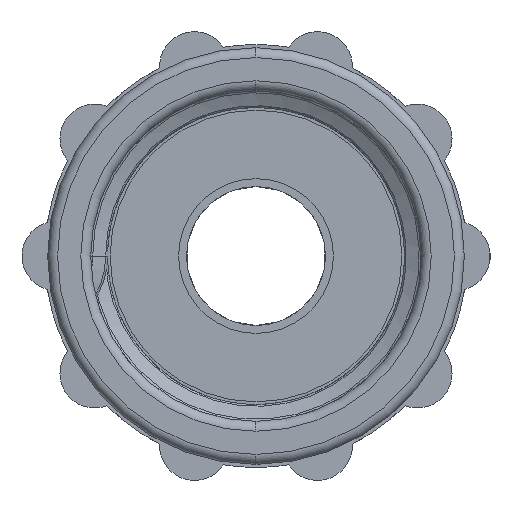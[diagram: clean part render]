
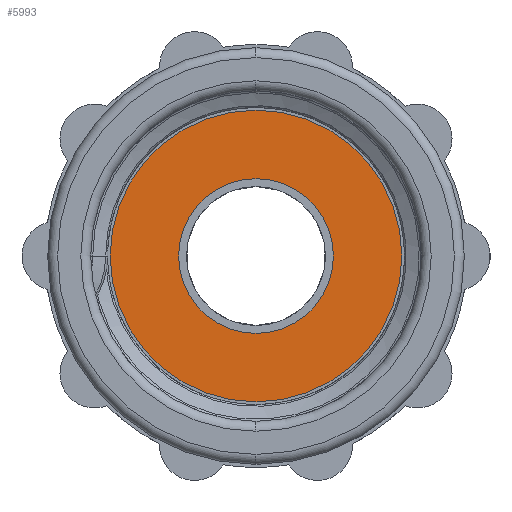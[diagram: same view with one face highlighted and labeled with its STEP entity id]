
A CAD part, left-side view. The second image highlights one B-rep face of the part: STEP entity #5993.
In plain terms, the highlighted planar face has unit normal (-1, 0, 0).
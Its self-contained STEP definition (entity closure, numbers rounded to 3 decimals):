
#393 = CIRCLE ( 'NONE', #398, 7.35 ) ;
#395 = CIRCLE ( 'NONE', #400, 3.9 ) ;
#398 = AXIS2_PLACEMENT_3D ( 'NONE', #6561, #6562, #6563 ) ;
#400 = AXIS2_PLACEMENT_3D ( 'NONE', #6565, #6566, #6567 ) ;
#401 = CIRCLE ( 'NONE', #403, 3.9 ) ;
#403 = AXIS2_PLACEMENT_3D ( 'NONE', #6572, #6573, #6574 ) ;
#409 = CIRCLE ( 'NONE', #412, 7.35 ) ;
#412 = AXIS2_PLACEMENT_3D ( 'NONE', #6590, #6591, #6592 ) ;
#599 = AXIS2_PLACEMENT_3D ( 'NONE', #4236, #4246, #4247 ) ;
#1928 = VERTEX_POINT ( 'NONE', #7746 ) ;
#1929 = VERTEX_POINT ( 'NONE', #7747 ) ;
#1932 = VERTEX_POINT ( 'NONE', #7750 ) ;
#1933 = VERTEX_POINT ( 'NONE', #7751 ) ;
#1944 = EDGE_LOOP ( 'NONE', ( #5946, #5947 ) ) ;
#1947 = EDGE_LOOP ( 'NONE', ( #5944, #5945 ) ) ;
#3686 = EDGE_CURVE ( 'NONE', #1929, #1928, #393, .T. ) ;
#3687 = EDGE_CURVE ( 'NONE', #1932, #1933, #395, .T. ) ;
#3689 = EDGE_CURVE ( 'NONE', #1933, #1932, #401, .T. ) ;
#3695 = EDGE_CURVE ( 'NONE', #1928, #1929, #409, .T. ) ;
#4236 = CARTESIAN_POINT ( 'NONE',  ( -1., 0., -7.35 ) ) ;
#4242 = FACE_BOUND ( 'NONE', #1947, .T. ) ;
#4243 = FACE_OUTER_BOUND ( 'NONE', #1944, .T. ) ;
#4244 = PLANE ( 'NONE',  #599 ) ;
#4246 = DIRECTION ( 'NONE',  ( 1., 0., 0. ) ) ;
#4247 = DIRECTION ( 'NONE',  ( 0., 0., -1. ) ) ;
#5944 = ORIENTED_EDGE ( 'NONE', *, *, #3687, .F. ) ;
#5945 = ORIENTED_EDGE ( 'NONE', *, *, #3689, .F. ) ;
#5946 = ORIENTED_EDGE ( 'NONE', *, *, #3695, .T. ) ;
#5947 = ORIENTED_EDGE ( 'NONE', *, *, #3686, .T. ) ;
#5993 = ADVANCED_FACE ( 'NONE', ( #4242, #4243 ), #4244, .F. ) ;
#6561 = CARTESIAN_POINT ( 'NONE',  ( -1., 0., 0. ) ) ;
#6562 = DIRECTION ( 'NONE',  ( -1., 0., 0. ) ) ;
#6563 = DIRECTION ( 'NONE',  ( 0., 0., 1. ) ) ;
#6565 = CARTESIAN_POINT ( 'NONE',  ( -1., 0., 0. ) ) ;
#6566 = DIRECTION ( 'NONE',  ( -1., 0., 0. ) ) ;
#6567 = DIRECTION ( 'NONE',  ( 0., 0., 1. ) ) ;
#6572 = CARTESIAN_POINT ( 'NONE',  ( -1., 0., 0. ) ) ;
#6573 = DIRECTION ( 'NONE',  ( -1., 0., 0. ) ) ;
#6574 = DIRECTION ( 'NONE',  ( 0., 0., 1. ) ) ;
#6590 = CARTESIAN_POINT ( 'NONE',  ( -1., 0., 0. ) ) ;
#6591 = DIRECTION ( 'NONE',  ( -1., 0., 0. ) ) ;
#6592 = DIRECTION ( 'NONE',  ( 0., 0., 1. ) ) ;
#7746 = CARTESIAN_POINT ( 'NONE',  ( -1., 0., 7.35 ) ) ;
#7747 = CARTESIAN_POINT ( 'NONE',  ( -1., 0., -7.35 ) ) ;
#7750 = CARTESIAN_POINT ( 'NONE',  ( -1., 0., 3.9 ) ) ;
#7751 = CARTESIAN_POINT ( 'NONE',  ( -1., 0., -3.9 ) ) ;
